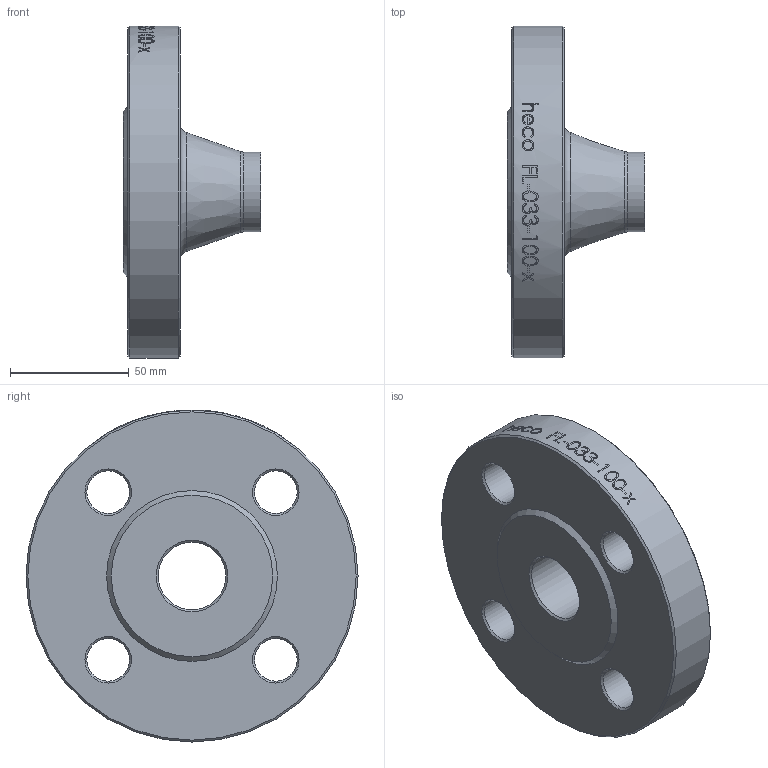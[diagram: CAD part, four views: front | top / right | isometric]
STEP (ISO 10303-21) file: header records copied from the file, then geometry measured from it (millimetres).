
FILE_DESCRIPTION (( 'STEP AP214' ), '1' );
FILE_NAME ('FL-033-100-x Vorschweissflansch EN1092 2103.STEP', '2021-03-01T09:44:31', ( '' ), ( '' ), 'SwSTEP 2.0', 'SolidWorks 2019', '' );
FILE_SCHEMA (( 'AUTOMOTIVE_DESIGN' ));
Length unit declared in the file: millimetre
Products named in the file (1): FL-033-100-x Vorschweissflansch EN1092 2103
Bounding box: 58 x 140 x 140 mm (x, y, z)
Volume: 331286.3 mm3; surface area: 50023.4 mm2
Topology: 1 solids, 1 shells, 47 faces, 216 edges, 193 vertices
Faces by surface type: cylinder 28, cone 13, plane 4, torus 2
Full cylindrical faces by diameter (mm): 18 x4, 28.5 x1, 33.7 x1, 140 x1
Entity records: 5925 total; most frequent: CARTESIAN_POINT 4118, ORIENTED_EDGE 370, DIRECTION 239, EDGE_CURVE 185, VERTEX_POINT 185, AXIS2_PLACEMENT_3D 108, EDGE_LOOP 102, B_SPLINE_CURVE_WITH_KNOTS 102
